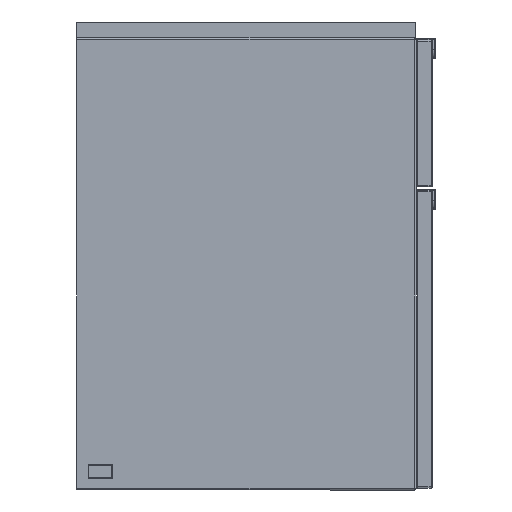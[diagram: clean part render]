
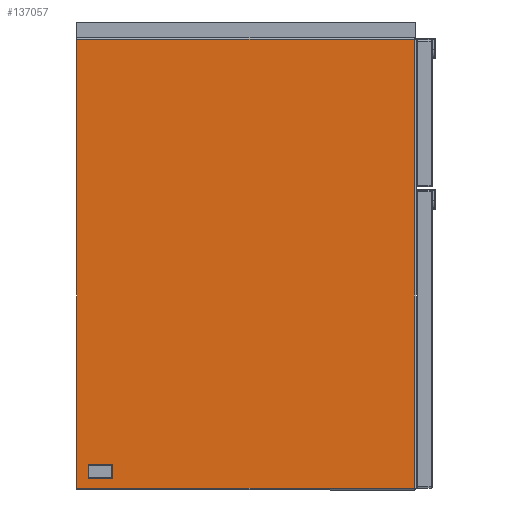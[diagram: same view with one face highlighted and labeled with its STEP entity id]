
A CAD part, left-side view. The second image highlights one B-rep face of the part: STEP entity #137057.
In plain terms, the highlighted free-form (B-spline) face has degree [1, 1] with [2, 2] control points.
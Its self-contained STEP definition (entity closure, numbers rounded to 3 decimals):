
#136791=CARTESIAN_POINT('',(-2263.862,10340.356,2.));
#136792=VERTEX_POINT('',#136791);
#136801=CARTESIAN_POINT('',(-2263.862,9914.356,2.));
#136802=VERTEX_POINT('',#136801);
#136810=CARTESIAN_POINT('',(-2263.862,10340.356,2.));
#136811=DIRECTION('',(0.0,-1.0,0.0));
#136812=VECTOR('',#136811,426.0);
#136813=LINE('',#136810,#136812);
#136814=EDGE_CURVE('',#136792,#136802,#136813,.T.);
#136853=CARTESIAN_POINT('',(-2263.862,9914.356,568.0));
#136854=VERTEX_POINT('',#136853);
#136862=CARTESIAN_POINT('',(-2263.862,9914.356,2.));
#136863=DIRECTION('',(0.0,0.0,1.0));
#136864=VECTOR('',#136863,566.);
#136865=LINE('',#136862,#136864);
#136866=EDGE_CURVE('',#136802,#136854,#136865,.T.);
#136897=CARTESIAN_POINT('',(-2263.862,10340.356,568.));
#136898=VERTEX_POINT('',#136897);
#136906=CARTESIAN_POINT('',(-2263.862,9914.356,568.0));
#136907=DIRECTION('',(0.0,1.0,0.0));
#136908=VECTOR('',#136907,426.0);
#136909=LINE('',#136906,#136908);
#136910=EDGE_CURVE('',#136854,#136898,#136909,.T.);
#137041=CARTESIAN_POINT('',(-2263.862,9914.356,2.));
#137042=CARTESIAN_POINT('',(-2263.862,10340.356,2.));
#137043=CARTESIAN_POINT('',(-2263.862,9914.356,568.));
#137044=CARTESIAN_POINT('',(-2263.862,10340.356,568.));
#137045=B_SPLINE_SURFACE_WITH_KNOTS('',1,1,((#137041,#137043),(#137042,#137044)),.UNSPECIFIED.,.F.,.F.,.U.,(2,2),(2,2),(0.0,426.0),(0.0,566.),.UNSPECIFIED.);
#137046=ORIENTED_EDGE('',*,*,#136814,.T.);
#137047=ORIENTED_EDGE('',*,*,#136866,.T.);
#137048=ORIENTED_EDGE('',*,*,#136910,.T.);
#137049=CARTESIAN_POINT('',(-2263.862,10340.356,568.));
#137050=DIRECTION('',(0.0,0.0,-1.0));
#137051=VECTOR('',#137050,566.);
#137052=LINE('',#137049,#137051);
#137053=EDGE_CURVE('',#136898,#136792,#137052,.T.);
#137054=ORIENTED_EDGE('',*,*,#137053,.T.);
#137055=EDGE_LOOP('',(#137046,#137047,#137048,#137054));
#137056=FACE_OUTER_BOUND('',#137055,.T.);
#137057=ADVANCED_FACE('',(#137056),#137045,.F.);
